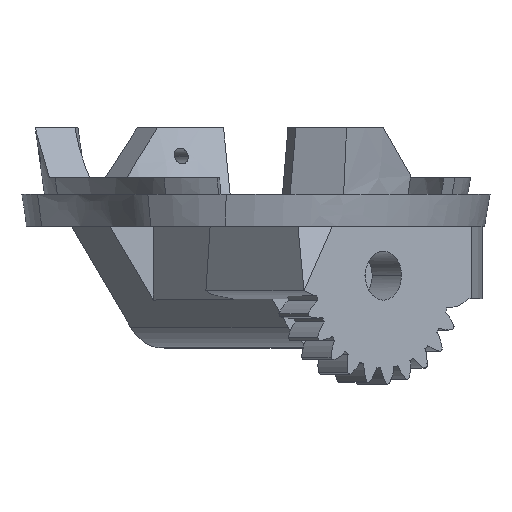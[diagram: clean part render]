
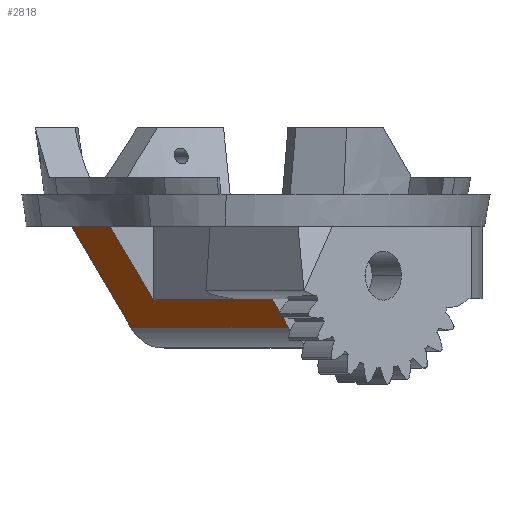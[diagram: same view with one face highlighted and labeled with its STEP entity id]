
A CAD part, left-side view. The second image highlights one B-rep face of the part: STEP entity #2818.
In plain terms, the highlighted planar face has unit normal (-0.528, 0.579, -0.621).
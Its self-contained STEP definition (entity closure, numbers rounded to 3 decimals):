
#724 = EDGE_CURVE ( 'NONE', #2258, #2280, #3957, .T. ) ;
#725 = EDGE_CURVE ( 'NONE', #2258, #2257, #3961, .T. ) ;
#726 = EDGE_CURVE ( 'NONE', #2256, #2257, #3964, .T. ) ;
#727 = EDGE_CURVE ( 'NONE', #2254, #2256, #3967, .T. ) ;
#728 = EDGE_CURVE ( 'NONE', #2273, #2254, #3970, .T. ) ;
#2254 = VERTEX_POINT ( 'NONE', #6645 ) ;
#2256 = VERTEX_POINT ( 'NONE', #6647 ) ;
#2257 = VERTEX_POINT ( 'NONE', #6648 ) ;
#2258 = VERTEX_POINT ( 'NONE', #6649 ) ;
#2273 = VERTEX_POINT ( 'NONE', #6664 ) ;
#2278 = VERTEX_POINT ( 'NONE', #6669 ) ;
#2279 = VERTEX_POINT ( 'NONE', #6670 ) ;
#2280 = VERTEX_POINT ( 'NONE', #6671 ) ;
#2818 = ADVANCED_FACE ( 'NONE', ( #7758 ), #7215, .T. ) ;
#2870 = EDGE_LOOP ( 'NONE', ( #4052, #4161, #4162, #3907, #4169, #4163, #4170, #4171 ) ) ;
#3907 = ORIENTED_EDGE ( 'NONE', *, *, #724, .F. ) ;
#3957 = LINE ( 'NONE', #3959, #4392 ) ;
#3959 = CARTESIAN_POINT ( 'NONE',  ( -15.176, -0.505, -117.843 ) ) ;
#3960 = DIRECTION ( 'NONE',  ( -0.739, -0.674, 0. ) ) ;
#3961 = LINE ( 'NONE', #3962, #4393 ) ;
#3962 = CARTESIAN_POINT ( 'NONE',  ( -15.176, -0.505, -117.843 ) ) ;
#3963 = DIRECTION ( 'NONE',  ( 0.416, -0.461, -0.784 ) ) ;
#3964 = LINE ( 'NONE', #3965, #4394 ) ;
#3965 = CARTESIAN_POINT ( 'NONE',  ( -0.376, 12.764, -118.052 ) ) ;
#3966 = DIRECTION ( 'NONE',  ( -0.743, -0.669, 0.007 ) ) ;
#3967 = LINE ( 'NONE', #3968, #4395 ) ;
#3968 = CARTESIAN_POINT ( 'NONE',  ( -6.852, 19.949, -105.85 ) ) ;
#3969 = DIRECTION ( 'NONE',  ( 0.416, -0.461, -0.784 ) ) ;
#3970 = LINE ( 'NONE', #3971, #4396 ) ;
#3971 = CARTESIAN_POINT ( 'NONE',  ( 0.105, 26.292, -105.85 ) ) ;
#3972 = DIRECTION ( 'NONE',  ( -0.739, -0.674, 0. ) ) ;
#4052 = ORIENTED_EDGE ( 'NONE', *, *, #4970, .T. ) ;
#4161 = ORIENTED_EDGE ( 'NONE', *, *, #4959, .T. ) ;
#4162 = ORIENTED_EDGE ( 'NONE', *, *, #4957, .T. ) ;
#4163 = ORIENTED_EDGE ( 'NONE', *, *, #726, .F. ) ;
#4169 = ORIENTED_EDGE ( 'NONE', *, *, #725, .T. ) ;
#4170 = ORIENTED_EDGE ( 'NONE', *, *, #727, .F. ) ;
#4171 = ORIENTED_EDGE ( 'NONE', *, *, #728, .F. ) ;
#4392 = VECTOR ( 'NONE', #3960, 1000. ) ;
#4393 = VECTOR ( 'NONE', #3963, 1000. ) ;
#4394 = VECTOR ( 'NONE', #3966, 1000. ) ;
#4395 = VECTOR ( 'NONE', #3969, 1000. ) ;
#4396 = VECTOR ( 'NONE', #3972, 1000. ) ;
#4957 = EDGE_CURVE ( 'NONE', #2279, #2280, #7413, .T. ) ;
#4959 = EDGE_CURVE ( 'NONE', #2278, #2279, #7416, .T. ) ;
#4970 = EDGE_CURVE ( 'NONE', #2273, #2278, #7422, .T. ) ;
#6645 = CARTESIAN_POINT ( 'NONE',  ( -6.852, 19.949, -105.85 ) ) ;
#6647 = CARTESIAN_POINT ( 'NONE',  ( -0.376, 12.764, -118.052 ) ) ;
#6648 = CARTESIAN_POINT ( 'NONE',  ( -15.142, -0.543, -117.907 ) ) ;
#6649 = CARTESIAN_POINT ( 'NONE',  ( -15.176, -0.505, -117.843 ) ) ;
#6664 = CARTESIAN_POINT ( 'NONE',  ( 0.105, 26.292, -105.85 ) ) ;
#6669 = CARTESIAN_POINT ( 'NONE',  ( 9.006, 16.529, -122.515 ) ) ;
#6670 = CARTESIAN_POINT ( 'NONE',  ( -19.593, -9.544, -122.515 ) ) ;
#6671 = CARTESIAN_POINT ( 'NONE',  ( -22.089, -6.807, -117.842 ) ) ;
#7215 = PLANE ( 'NONE',  #7761 ) ;
#7216 = CARTESIAN_POINT ( 'NONE',  ( -22.089, -10.602, -121.38 ) ) ;
#7217 = DIRECTION ( 'NONE',  ( -0.528, 0.579, -0.621 ) ) ;
#7218 = DIRECTION ( 'NONE',  ( 0., 0.731, 0.682 ) ) ;
#7413 = LINE ( 'NONE', #7414, #7801 ) ;
#7414 = CARTESIAN_POINT ( 'NONE',  ( -19.593, -9.544, -122.515 ) ) ;
#7415 = DIRECTION ( 'NONE',  ( -0.419, 0.459, 0.784 ) ) ;
#7416 = LINE ( 'NONE', #7417, #7803 ) ;
#7417 = CARTESIAN_POINT ( 'NONE',  ( 9.006, 16.529, -122.515 ) ) ;
#7418 = DIRECTION ( 'NONE',  ( -0.739, -0.674, 0. ) ) ;
#7422 = LINE ( 'NONE', #7423, #7804 ) ;
#7423 = CARTESIAN_POINT ( 'NONE',  ( 0.105, 26.292, -105.85 ) ) ;
#7424 = DIRECTION ( 'NONE',  ( 0.419, -0.459, -0.784 ) ) ;
#7758 = FACE_OUTER_BOUND ( 'NONE', #2870, .T. ) ;
#7761 = AXIS2_PLACEMENT_3D ( 'NONE', #7216, #7217, #7218 ) ;
#7801 = VECTOR ( 'NONE', #7415, 1000. ) ;
#7803 = VECTOR ( 'NONE', #7418, 1000. ) ;
#7804 = VECTOR ( 'NONE', #7424, 1000. ) ;
